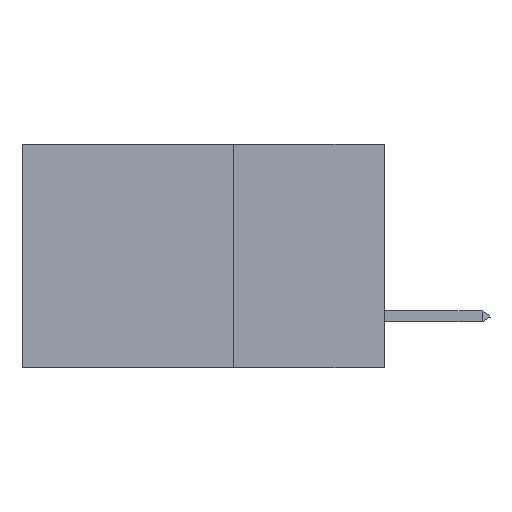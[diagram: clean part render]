
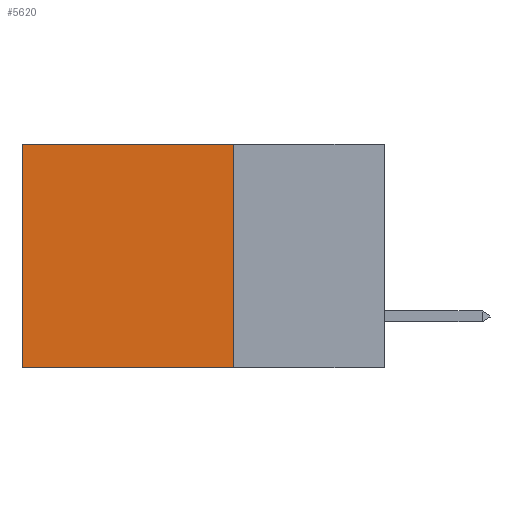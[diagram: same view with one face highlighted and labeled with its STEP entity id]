
A CAD part, left-side view. The second image highlights one B-rep face of the part: STEP entity #5620.
In plain terms, the highlighted planar face has unit normal (-1, 0, 0).
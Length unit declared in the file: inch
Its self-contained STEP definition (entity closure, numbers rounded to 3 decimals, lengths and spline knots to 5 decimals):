
#61 = VECTOR ( 'NONE', #1725, 39.37008 ) ;
#167 = DIRECTION ( 'NONE',  ( 1., 0., 0. ) ) ;
#535 = VERTEX_POINT ( 'NONE', #4295 ) ;
#566 = VECTOR ( 'NONE', #7363, 39.37008 ) ;
#1143 = EDGE_CURVE ( 'NONE', #5911, #1857, #7126, .T. ) ;
#1654 = FACE_OUTER_BOUND ( 'NONE', #2359, .T. ) ;
#1725 = DIRECTION ( 'NONE',  ( 0., 0., -1. ) ) ;
#1857 = VERTEX_POINT ( 'NONE', #4073 ) ;
#1964 = VECTOR ( 'NONE', #2660, 39.37008 ) ;
#2359 = EDGE_LOOP ( 'NONE', ( #7278, #6034, #5474, #3412 ) ) ;
#2660 = DIRECTION ( 'NONE',  ( 0., 1., 0. ) ) ;
#2997 = CARTESIAN_POINT ( 'NONE',  ( 0.2875, 0.6, 0. ) ) ;
#3412 = ORIENTED_EDGE ( 'NONE', *, *, #6514, .T. ) ;
#3823 = CARTESIAN_POINT ( 'NONE',  ( 0.2875, 0.25, 0. ) ) ;
#3864 = AXIS2_PLACEMENT_3D ( 'NONE', #4958, #167, #8399 ) ;
#4073 = CARTESIAN_POINT ( 'NONE',  ( 0.2875, 0.6, -0.37 ) ) ;
#4295 = CARTESIAN_POINT ( 'NONE',  ( 0.2875, 0.25, -0.37 ) ) ;
#4389 = VERTEX_POINT ( 'NONE', #5424 ) ;
#4582 = DIRECTION ( 'NONE',  ( 0., 0., -1. ) ) ;
#4958 = CARTESIAN_POINT ( 'NONE',  ( 0.2875, 0.25, 0. ) ) ;
#5167 = LINE ( 'NONE', #6686, #566 ) ;
#5256 = VECTOR ( 'NONE', #4582, 39.37008 ) ;
#5424 = CARTESIAN_POINT ( 'NONE',  ( 0.2875, 0.25, 0. ) ) ;
#5474 = ORIENTED_EDGE ( 'NONE', *, *, #7426, .F. ) ;
#5620 = ADVANCED_FACE ( 'NONE', ( #1654 ), #7727, .F. ) ;
#5911 = VERTEX_POINT ( 'NONE', #8765 ) ;
#6015 = EDGE_CURVE ( 'NONE', #535, #1857, #6550, .T. ) ;
#6034 = ORIENTED_EDGE ( 'NONE', *, *, #6015, .F. ) ;
#6514 = EDGE_CURVE ( 'NONE', #4389, #5911, #5167, .T. ) ;
#6550 = LINE ( 'NONE', #7531, #1964 ) ;
#6686 = CARTESIAN_POINT ( 'NONE',  ( 0.2875, 0.25, 0. ) ) ;
#7126 = LINE ( 'NONE', #2997, #61 ) ;
#7278 = ORIENTED_EDGE ( 'NONE', *, *, #1143, .T. ) ;
#7363 = DIRECTION ( 'NONE',  ( 0., 1., 0. ) ) ;
#7426 = EDGE_CURVE ( 'NONE', #4389, #535, #8119, .T. ) ;
#7531 = CARTESIAN_POINT ( 'NONE',  ( 0.2875, 0.25, -0.37 ) ) ;
#7727 = PLANE ( 'NONE',  #3864 ) ;
#8119 = LINE ( 'NONE', #3823, #5256 ) ;
#8399 = DIRECTION ( 'NONE',  ( 0., 0., -1. ) ) ;
#8765 = CARTESIAN_POINT ( 'NONE',  ( 0.2875, 0.6, 0. ) ) ;
